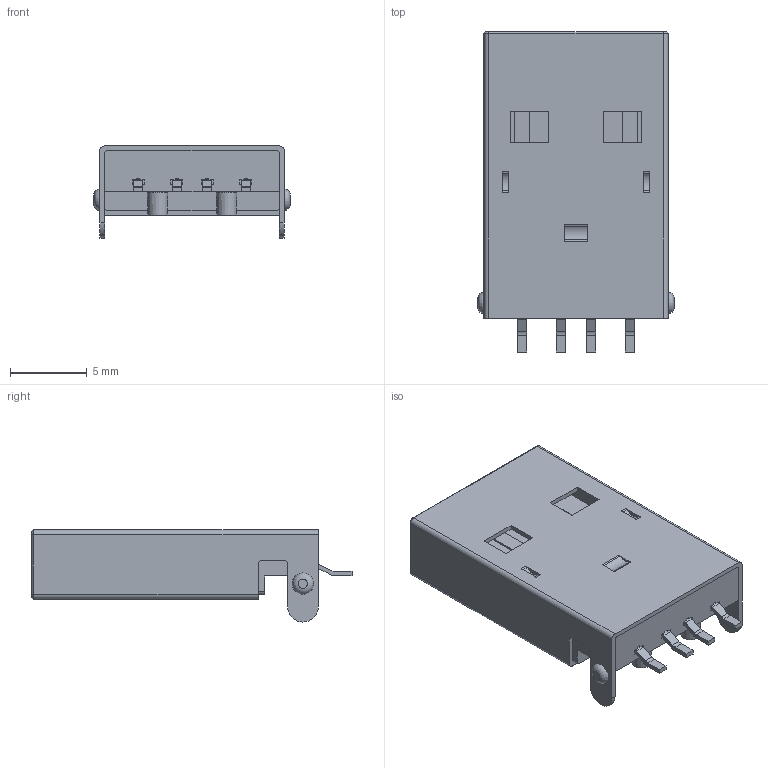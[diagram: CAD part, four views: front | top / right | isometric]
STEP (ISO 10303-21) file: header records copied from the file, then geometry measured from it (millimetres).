
FILE_DESCRIPTION(('FreeCAD Model'),'2;1');
FILE_NAME('Open CASCADE Shape Model','2025-03-27T18:40:38',(''),(''), 'Open CASCADE STEP processor 7.8','FreeCAD','Unknown');
FILE_SCHEMA(('AUTOMOTIVE_DESIGN { 1 0 10303 214 1 1 1 1 }'));
Length unit declared in the file: millimetre
Products named in the file (7): th_smd_usb_kusbx_smt2ap5s_w; Array001; Body002; Array; Body003; Body001; Body
Assembly tree (8 placements, depth 3):
  th_smd_usb_kusbx_smt2ap5s_w
    Array001
      Body002  x2
    Array
      Body003  x2
    Body001
    Body
Bounding box: 12.8 x 20.85 x 6 mm (x, y, z)
Volume: 739.5 mm3; surface area: 1967.6 mm2
Topology: 6 solids, 6 shells, 257 faces, 712 edges, 472 vertices
Faces by surface type: plane 169, cylinder 76, torus 8, cone 2, revolution 2
Full cylindrical faces by diameter (mm): 1.35 x2, 1.4 x2
Entity records: 7298 total; most frequent: CARTESIAN_POINT 1268, ORIENTED_EDGE 1232, DIRECTION 1224, EDGE_CURVE 616, LINE 466, VECTOR 466, VERTEX_POINT 408, AXIS2_PLACEMENT_3D 378
